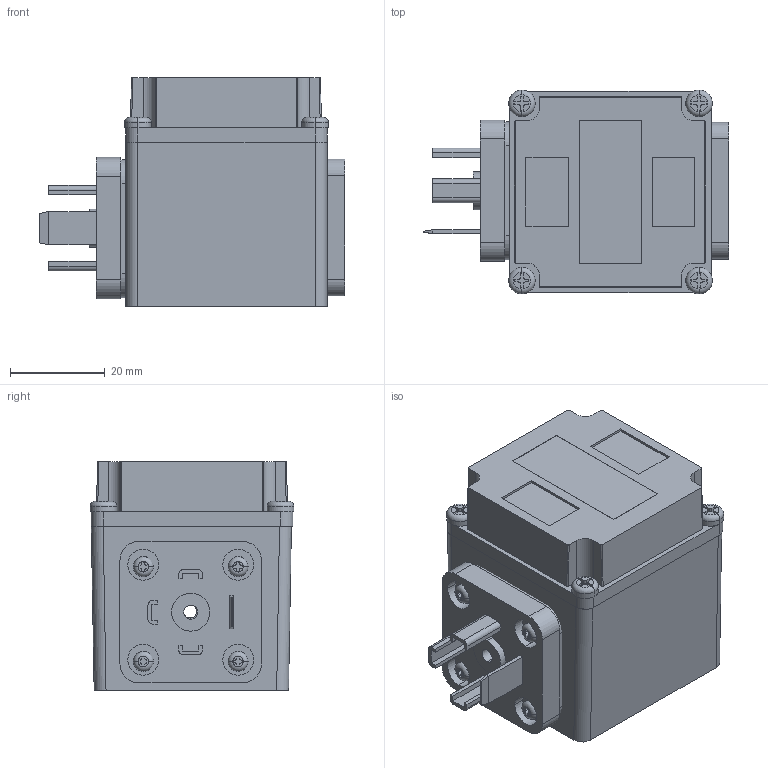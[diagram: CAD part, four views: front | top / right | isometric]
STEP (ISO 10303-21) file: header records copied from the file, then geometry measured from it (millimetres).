
FILE_DESCRIPTION(('Creo Elements/Direct Modeling STEP Export'),'2;1');
FILE_NAME('PM1000.stp','2023-09-13T15:44:49',(''),(''),'Creo Elements/Direct Modeling STEP processor for AP214 (Solid Model)','Creo Elements/Direct Modeling 20.1B 02-Apr-2019 (C) Parametric Technology GmbH','');
FILE_SCHEMA(('AUTOMOTIVE_DESIGN { 1 0 10303 214 1 1 1 1 }'));
Length unit declared in the file: millimetre
Products named in the file (11): 8372; Z0553.03; 8418; 8373; Z0370.03; 8417; 9871; 8229-1.02; SK496.05; 8229 + inserts; PM1000.stp
Assembly tree (19 placements, depth 3):
  PM1000.stp
    8229 + inserts
      SK496.05  x4
      8229-1.02
    Z0553.03  x4
    9871
    Z0370.03  x4
    8417
    8373
    8418
    8372
Bounding box: 64.3 x 42.9 x 48.2 mm (x, y, z)
Volume: 37540.3 mm3; surface area: 39131.6 mm2
Topology: 18 solids, 18 shells, 1368 faces, 3827 edges, 2512 vertices
Faces by surface type: plane 1003, cylinder 305, cone 36, torus 24
Entity records: 28657 total; most frequent: CARTESIAN_POINT 5828, ORIENTED_EDGE 4808, DIRECTION 4217, EDGE_CURVE 2404, VECTOR 1857, LINE 1855, VERTEX_POINT 1585, AXIS2_PLACEMENT_3D 1180
